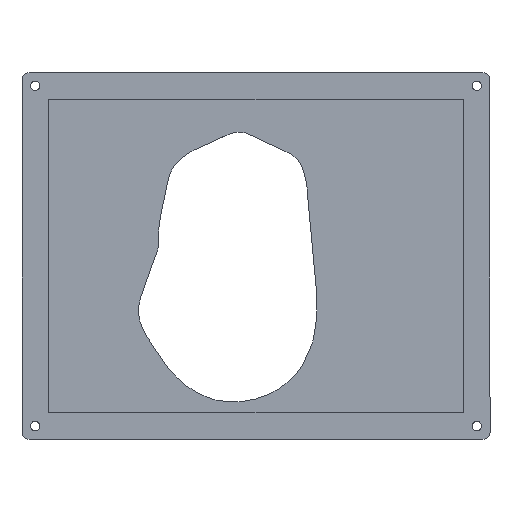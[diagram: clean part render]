
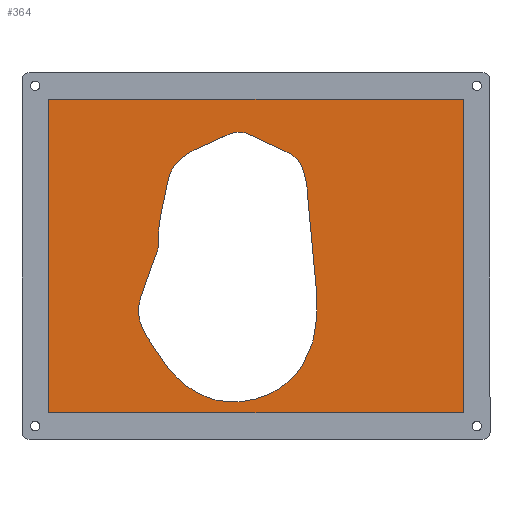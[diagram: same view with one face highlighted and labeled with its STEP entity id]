
A CAD part, top view. The second image highlights one B-rep face of the part: STEP entity #364.
In plain terms, the highlighted planar face has unit normal (0, 0, 1).
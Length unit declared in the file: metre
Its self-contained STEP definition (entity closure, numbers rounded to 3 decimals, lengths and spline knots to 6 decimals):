
#22=B_SPLINE_CURVE_WITH_KNOTS('',3,(#644,#645,#646,#647,#648,#649,#650,
#651,#652,#653,#654,#655,#656,#657,#658,#659,#660,#661,#662,#663,#664,#665,
#666,#667,#668,#669,#670,#671,#672,#673,#674,#675,#676),.UNSPECIFIED.,.T.,
 .F.,(1,3,1,1,1,1,1,1,1,1,1,1,1,1,1,1,1,1,1,1,1,1,1,1,1,1,1,1,1,1,1,3,1),
(-0.035847,0.,0.031783,0.073547,0.101397,
0.133743,0.160676,0.216953,0.243252,
0.271423,0.303942,0.335873,0.35964,
0.386934,0.415024,0.444457,0.474218,0.50626,
0.539707,0.571002,0.606505,0.646767,
0.689554,0.727693,0.766729,0.788912,
0.820888,0.8633,0.895272,0.927645,
0.964153,1.,1.031783),.UNSPECIFIED.);
#108=ORIENTED_EDGE('',*,*,#176,.F.);
#109=ORIENTED_EDGE('',*,*,#145,.F.);
#110=ORIENTED_EDGE('',*,*,#148,.T.);
#111=ORIENTED_EDGE('',*,*,#151,.T.);
#112=ORIENTED_EDGE('',*,*,#154,.F.);
#145=EDGE_CURVE('',#191,#192,#216,.T.);
#148=EDGE_CURVE('',#191,#194,#219,.T.);
#151=EDGE_CURVE('',#194,#196,#222,.T.);
#154=EDGE_CURVE('',#192,#196,#225,.T.);
#176=EDGE_CURVE('',#210,#210,#22,.F.);
#191=VERTEX_POINT('',#581);
#192=VERTEX_POINT('',#583);
#194=VERTEX_POINT('',#589);
#196=VERTEX_POINT('',#595);
#210=VERTEX_POINT('',#677);
#216=LINE('',#582,#244);
#219=LINE('',#588,#247);
#222=LINE('',#594,#250);
#225=LINE('',#600,#253);
#244=VECTOR('',#445,1.);
#247=VECTOR('',#450,1.);
#250=VECTOR('',#455,1.);
#253=VECTOR('',#460,1.);
#295=EDGE_LOOP('',(#108));
#296=EDGE_LOOP('',(#109,#110,#111,#112));
#331=FACE_BOUND('',#295,.T.);
#332=FACE_BOUND('',#296,.T.);
#349=PLANE('',#413);
#364=ADVANCED_FACE('',(#331,#332),#349,.T.);
#413=AXIS2_PLACEMENT_3D('',#643,#508,#509);
#445=DIRECTION('',(-1.,0.,0.));
#450=DIRECTION('',(0.,1.,0.));
#455=DIRECTION('',(-1.,0.,0.));
#460=DIRECTION('',(0.,1.,0.));
#508=DIRECTION('',(0.,0.,1.));
#509=DIRECTION('',(1.,0.,0.));
#581=CARTESIAN_POINT('',(0.074369,-0.056213,0.00254));
#582=CARTESIAN_POINT('',(0.,-0.056213,0.00254));
#583=CARTESIAN_POINT('',(-0.074369,-0.056213,0.00254));
#588=CARTESIAN_POINT('',(0.074369,0.,0.00254));
#589=CARTESIAN_POINT('',(0.074369,0.056213,0.00254));
#594=CARTESIAN_POINT('',(0.,0.056213,0.00254));
#595=CARTESIAN_POINT('',(-0.074369,0.056213,0.00254));
#600=CARTESIAN_POINT('',(-0.074369,0.,0.00254));
#643=CARTESIAN_POINT('',(0.,0.,0.00254));
#644=CARTESIAN_POINT('',(-0.006865,0.04433,0.00254));
#645=CARTESIAN_POINT('',(-0.004457,0.044592,0.00254));
#646=CARTESIAN_POINT('',(0.000366,0.042643,0.00254));
#647=CARTESIAN_POINT('',(0.01244,0.037155,0.00254));
#648=CARTESIAN_POINT('',(0.016534,0.033273,0.00254));
#649=CARTESIAN_POINT('',(0.018588,0.02458,0.00254));
#650=CARTESIAN_POINT('',(0.018264,0.020259,0.00254));
#651=CARTESIAN_POINT('',(0.020645,-0.004104,0.00254));
#652=CARTESIAN_POINT('',(0.021322,-0.008514,0.00254));
#653=CARTESIAN_POINT('',(0.021977,-0.015028,0.00254));
#654=CARTESIAN_POINT('',(0.021831,-0.022509,0.00254));
#655=CARTESIAN_POINT('',(0.020664,-0.030189,0.00254));
#656=CARTESIAN_POINT('',(0.01913,-0.034095,0.00254));
#657=CARTESIAN_POINT('',(0.016754,-0.039339,0.00254));
#658=CARTESIAN_POINT('',(0.013136,-0.043907,0.00254));
#659=CARTESIAN_POINT('',(0.008035,-0.048048,0.00254));
#660=CARTESIAN_POINT('',(0.00199,-0.050852,0.00254));
#661=CARTESIAN_POINT('',(-0.005486,-0.052564,0.00254));
#662=CARTESIAN_POINT('',(-0.013983,-0.052091,0.00254));
#663=CARTESIAN_POINT('',(-0.020901,-0.04946,0.00254));
#664=CARTESIAN_POINT('',(-0.028939,-0.043895,0.00254));
#665=CARTESIAN_POINT('',(-0.035927,-0.034495,0.00254));
#666=CARTESIAN_POINT('',(-0.043634,-0.022175,0.00254));
#667=CARTESIAN_POINT('',(-0.040506,-0.011653,0.00254));
#668=CARTESIAN_POINT('',(-0.036501,-0.000663,0.00254));
#669=CARTESIAN_POINT('',(-0.034675,0.002748,0.00254));
#670=CARTESIAN_POINT('',(-0.035339,0.010799,0.00254));
#671=CARTESIAN_POINT('',(-0.032112,0.023529,0.00254));
#672=CARTESIAN_POINT('',(-0.030909,0.03111,0.00254));
#673=CARTESIAN_POINT('',(-0.024907,0.037265,0.00254));
#674=CARTESIAN_POINT('',(-0.015891,0.040607,0.00254));
#675=CARTESIAN_POINT('',(-0.00958,0.044036,0.00254));
#676=CARTESIAN_POINT('',(-0.006865,0.04433,0.00254));
#677=CARTESIAN_POINT('',(-0.006865,0.04433,0.00254));
